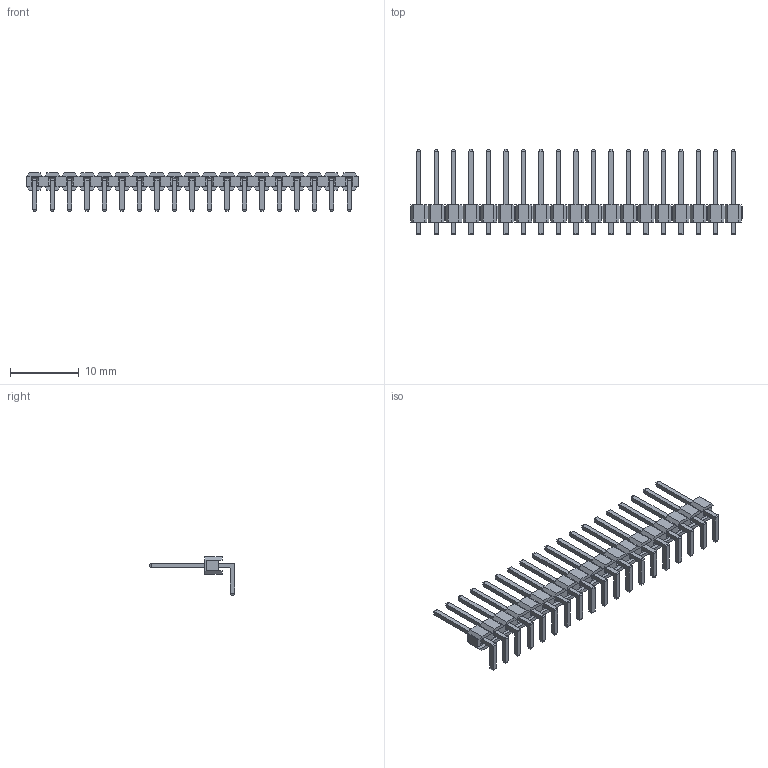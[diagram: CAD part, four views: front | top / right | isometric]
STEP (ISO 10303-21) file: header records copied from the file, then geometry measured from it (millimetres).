
FILE_DESCRIPTION (( 'STEP AP203' ), '1' );
FILE_NAME ('_ _ _C019SGAN-M71RC.STEP', '2017-07-28T03:20:42', ( 'LUANN HERRING' ), ( 'SULLINS' ), 'SwSTEP 2.0', 'SolidWorks 2016', '' );
FILE_SCHEMA (( 'CONFIG_CONTROL_DESIGN' ));
Length unit declared in the file: inch
Products named in the file (2): _ _ _C019SGAN-M71RC
Bounding box: 48.26 x 12.42 x 5.59 mm (x, y, z)
Volume: 347.9 mm3; surface area: 1439.5 mm2
Topology: 20 solids, 20 shells, 804 faces, 1912 edges, 1148 vertices
Faces by surface type: plane 766, cylinder 38
Entity records: 22467 total; most frequent: CARTESIAN_POINT 3866, ORIENTED_EDGE 3824, DIRECTION 3600, EDGE_CURVE 1912, LINE 1836, VECTOR 1836, VERTEX_POINT 1148, AXIS2_PLACEMENT_3D 882
